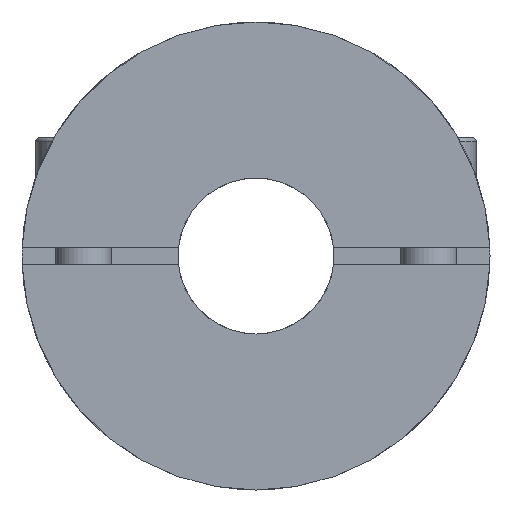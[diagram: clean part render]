
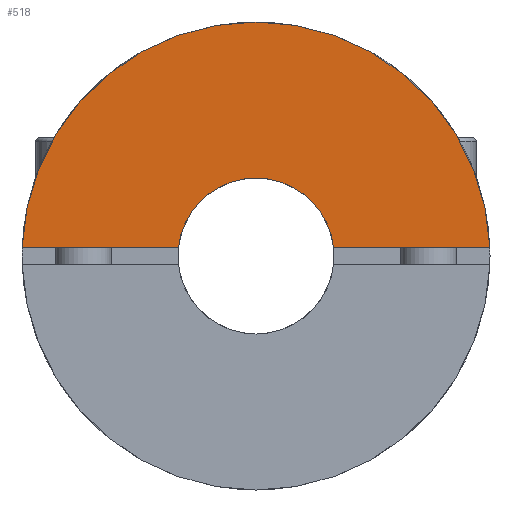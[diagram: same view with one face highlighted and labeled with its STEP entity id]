
A CAD part, left-side view. The second image highlights one B-rep face of the part: STEP entity #518.
In plain terms, the highlighted planar face has unit normal (-1, 0, 0).
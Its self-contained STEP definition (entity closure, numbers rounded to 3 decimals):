
#518=ADVANCED_FACE('NONE',(#1067),#1068,.F.);
#1067=FACE_OUTER_BOUND('',#1794,.T.);
#1068=PLANE('',#1795);
#1794=EDGE_LOOP('',(#2523,#2524,#2525,#2526,#2527));
#1795=AXIS2_PLACEMENT_3D('',#2528,#2529,#2530);
#2523=ORIENTED_EDGE('',*,*,#4454,.T.);
#2524=ORIENTED_EDGE('',*,*,#4452,.T.);
#2525=ORIENTED_EDGE('',*,*,#4459,.T.);
#2526=ORIENTED_EDGE('',*,*,#4460,.T.);
#2527=ORIENTED_EDGE('',*,*,#4461,.T.);
#2528=CARTESIAN_POINT('',(0.0,0.0,4.0));
#2529=DIRECTION('',(1.0,0.0,0.0));
#2530=DIRECTION('',(0.0,-0.0,-1.0));
#4452=EDGE_CURVE('',#5203,#5211,#5213,.T.);
#4454=EDGE_CURVE('',#5215,#5203,#5216,.T.);
#4459=EDGE_CURVE('NONE',#5211,#5222,#5223,.T.);
#4460=EDGE_CURVE('NONE',#5222,#5224,#5225,.T.);
#4461=EDGE_CURVE('NONE',#5224,#5215,#5226,.T.);
#5203=VERTEX_POINT('',#6302);
#5211=VERTEX_POINT('',#6312);
#5213=CIRCLE('',#6315,7.0);
#5215=VERTEX_POINT('',#6317);
#5216=CIRCLE('',#6318,7.0);
#5222=VERTEX_POINT('NONE',#6325);
#5223=LINE('',#6326,#6327);
#5224=VERTEX_POINT('NONE',#6328);
#5225=CIRCLE('',#6329,21.0);
#5226=LINE('',#6330,#6331);
#6302=CARTESIAN_POINT('',(0.0,0.,7.0));
#6312=CARTESIAN_POINT('',(0.0,-6.954,0.8));
#6315=AXIS2_PLACEMENT_3D('',#8230,#8231,#8232);
#6317=CARTESIAN_POINT('',(0.0,6.954,0.8));
#6318=AXIS2_PLACEMENT_3D('',#8233,#8234,#8235);
#6325=CARTESIAN_POINT('',(0.0,-20.985,0.8));
#6326=CARTESIAN_POINT('',(0.0,0.0,0.8));
#6327=VECTOR('',#8243,1000.0);
#6328=CARTESIAN_POINT('',(0.0,20.985,0.8));
#6329=AXIS2_PLACEMENT_3D('',#8244,#8245,#8246);
#6330=CARTESIAN_POINT('',(0.0,0.0,0.8));
#6331=VECTOR('',#8247,1000.0);
#8230=CARTESIAN_POINT('',(0.0,0.0,0.0));
#8231=DIRECTION('',(1.0,0.0,-0.0));
#8232=DIRECTION('',(0.0,0.0,1.0));
#8233=CARTESIAN_POINT('',(0.0,0.0,0.0));
#8234=DIRECTION('',(1.0,0.0,-0.0));
#8235=DIRECTION('',(0.0,0.0,1.0));
#8243=DIRECTION('',(0.0,-1.0,0.0));
#8244=CARTESIAN_POINT('',(0.0,0.0,0.0));
#8245=DIRECTION('',(-1.0,0.0,0.0));
#8246=DIRECTION('',(0.0,-1.0,0.0));
#8247=DIRECTION('',(0.0,-1.0,0.0));
